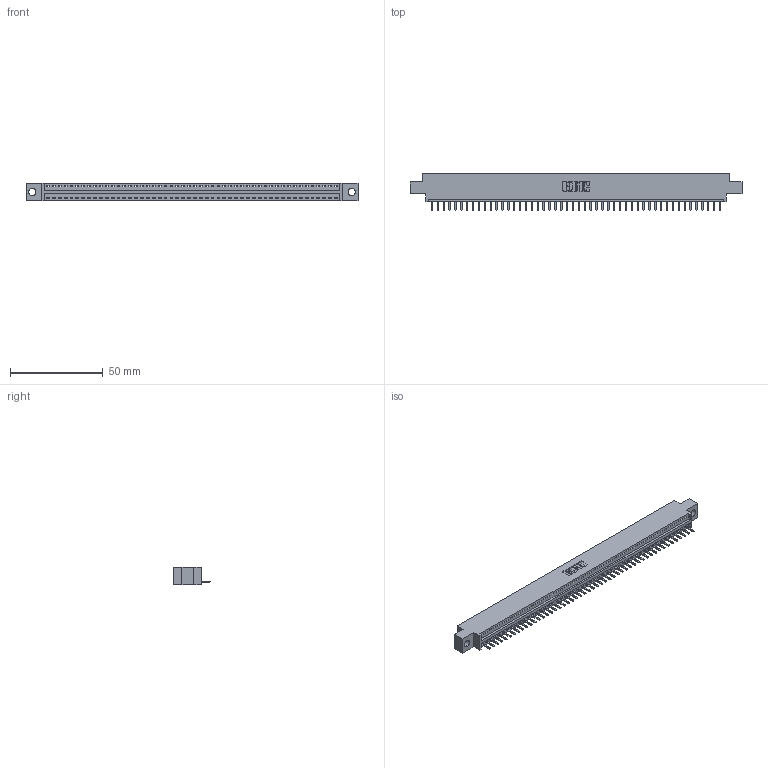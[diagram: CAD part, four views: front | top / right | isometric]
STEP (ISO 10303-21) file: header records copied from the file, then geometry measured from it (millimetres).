
FILE_DESCRIPTION (( 'STEP AP203' ), '1' );
FILE_NAME ('346-050-520-604.STEP', '2022-05-10T02:46:49', ( '' ), ( '' ), 'SwSTEP 2.0', 'SolidWorks 2020', '' );
FILE_SCHEMA (( 'CONFIG_CONTROL_DESIGN' ));
Length unit declared in the file: inch
Products named in the file (3): 346-050-520-604; 346 Part_0.170 Offset - 0.156 Dia-TH; 345-292-001_345-293-120
Assembly tree (51 placements, depth 2):
  346-050-520-604
    346 Part_0.170 Offset - 0.156 Dia-TH
    345-292-001_345-293-120  x50
Bounding box: 179.32 x 20.02 x 9.4 mm (x, y, z)
Volume: 16816 mm3; surface area: 20621.6 mm2
Topology: 51 solids, 51 shells, 3240 faces, 9577 edges, 6250 vertices
Faces by surface type: plane 2194, cylinder 1046
Entity records: 30619 total; most frequent: CARTESIAN_POINT 5268, ORIENTED_EDGE 5238, DIRECTION 4623, EDGE_CURVE 2619, LINE 2283, VECTOR 2283, VERTEX_POINT 1742, AXIS2_PLACEMENT_3D 1170
